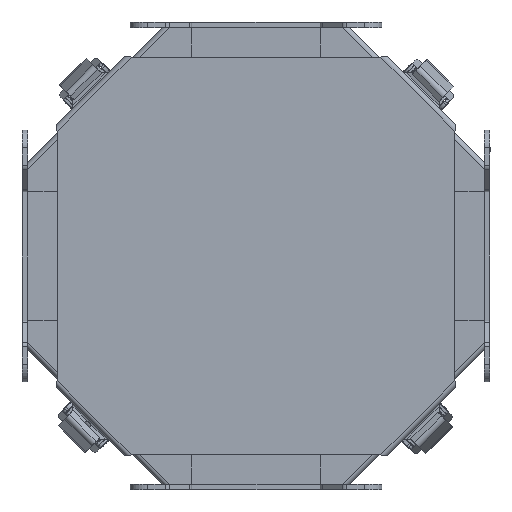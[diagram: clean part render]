
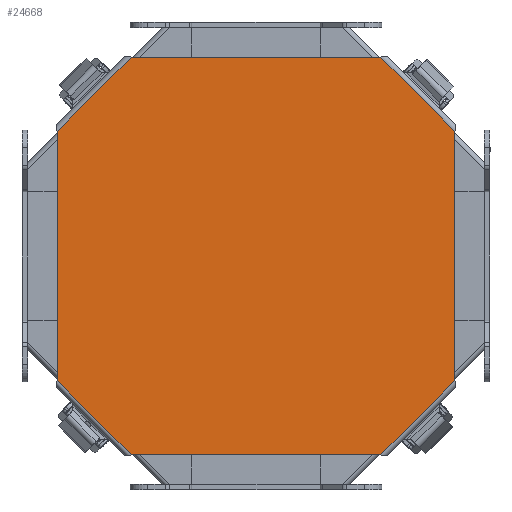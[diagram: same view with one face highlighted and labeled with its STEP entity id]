
A CAD part, front view. The second image highlights one B-rep face of the part: STEP entity #24668.
In plain terms, the highlighted planar face has unit normal (0, -1, 0).
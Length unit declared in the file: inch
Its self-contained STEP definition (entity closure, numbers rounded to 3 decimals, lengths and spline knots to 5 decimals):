
#294 = LINE ( 'NONE', #16457, #16696 ) ;
#1676 = CARTESIAN_POINT ( 'NONE',  ( -2.66776, -2.222, -4.248 ) ) ;
#2005 = DIRECTION ( 'NONE',  ( 1., 0., 0. ) ) ;
#2402 = FACE_OUTER_BOUND ( 'NONE', #18428, .T. ) ;
#2798 = VERTEX_POINT ( 'NONE', #8998 ) ;
#2950 = ORIENTED_EDGE ( 'NONE', *, *, #22900, .T. ) ;
#3468 = ORIENTED_EDGE ( 'NONE', *, *, #6063, .T. ) ;
#3540 = CARTESIAN_POINT ( 'NONE',  ( -4.248, -2.222, -2.66776 ) ) ;
#3715 = ORIENTED_EDGE ( 'NONE', *, *, #19752, .T. ) ;
#3975 = CARTESIAN_POINT ( 'NONE',  ( -4.248, -2.222, -4.248 ) ) ;
#4066 = DIRECTION ( 'NONE',  ( 0.707, 0., -0.707 ) ) ;
#5009 = VERTEX_POINT ( 'NONE', #6721 ) ;
#5648 = DIRECTION ( 'NONE',  ( -0.707, 0., -0.707 ) ) ;
#6063 = EDGE_CURVE ( 'NONE', #9768, #2798, #11684, .T. ) ;
#6695 = DIRECTION ( 'NONE',  ( 0., 0., 1. ) ) ;
#6721 = CARTESIAN_POINT ( 'NONE',  ( 4.248, -2.222, -2.66776 ) ) ;
#6931 = DIRECTION ( 'NONE',  ( -0.707, 0., 0.707 ) ) ;
#7109 = VERTEX_POINT ( 'NONE', #3540 ) ;
#8337 = LINE ( 'NONE', #20408, #9170 ) ;
#8998 = CARTESIAN_POINT ( 'NONE',  ( -4.248, -2.222, 2.66776 ) ) ;
#9170 = VECTOR ( 'NONE', #24616, 39.37008 ) ;
#9348 = LINE ( 'NONE', #17218, #23970 ) ;
#9416 = EDGE_CURVE ( 'NONE', #23481, #9768, #8337, .T. ) ;
#9600 = DIRECTION ( 'NONE',  ( 0.707, 0., 0.707 ) ) ;
#9768 = VERTEX_POINT ( 'NONE', #14875 ) ;
#10077 = EDGE_CURVE ( 'NONE', #19039, #23481, #16909, .T. ) ;
#10494 = CARTESIAN_POINT ( 'NONE',  ( 4.248, -2.222, -4.248 ) ) ;
#10550 = AXIS2_PLACEMENT_3D ( 'NONE', #3975, #18013, #2005 ) ;
#11684 = LINE ( 'NONE', #13789, #20134 ) ;
#11717 = VECTOR ( 'NONE', #4066, 39.37008 ) ;
#11736 = VECTOR ( 'NONE', #20436, 39.37008 ) ;
#12476 = LINE ( 'NONE', #20482, #11717 ) ;
#13243 = CARTESIAN_POINT ( 'NONE',  ( 2.66776, -2.222, -4.248 ) ) ;
#13268 = ORIENTED_EDGE ( 'NONE', *, *, #19408, .T. ) ;
#13789 = CARTESIAN_POINT ( 'NONE',  ( -2.66776, -2.222, 4.248 ) ) ;
#14450 = LINE ( 'NONE', #10494, #15594 ) ;
#14875 = CARTESIAN_POINT ( 'NONE',  ( -2.66776, -2.222, 4.248 ) ) ;
#15594 = VECTOR ( 'NONE', #6695, 39.37008 ) ;
#15709 = ORIENTED_EDGE ( 'NONE', *, *, #24903, .T. ) ;
#16349 = VERTEX_POINT ( 'NONE', #13243 ) ;
#16457 = CARTESIAN_POINT ( 'NONE',  ( -4.248, -2.222, -4.248 ) ) ;
#16696 = VECTOR ( 'NONE', #22760, 39.37008 ) ;
#16825 = ORIENTED_EDGE ( 'NONE', *, *, #9416, .T. ) ;
#16909 = LINE ( 'NONE', #24922, #20089 ) ;
#17120 = VERTEX_POINT ( 'NONE', #1676 ) ;
#17218 = CARTESIAN_POINT ( 'NONE',  ( 2.66776, -2.222, -4.248 ) ) ;
#17411 = ORIENTED_EDGE ( 'NONE', *, *, #10077, .T. ) ;
#18013 = DIRECTION ( 'NONE',  ( 0., -1., 0. ) ) ;
#18428 = EDGE_LOOP ( 'NONE', ( #2950, #15709, #24659, #17411, #16825, #3468, #13268, #3715 ) ) ;
#19039 = VERTEX_POINT ( 'NONE', #23293 ) ;
#19408 = EDGE_CURVE ( 'NONE', #2798, #7109, #294, .T. ) ;
#19752 = EDGE_CURVE ( 'NONE', #7109, #17120, #12476, .T. ) ;
#20089 = VECTOR ( 'NONE', #6931, 39.37008 ) ;
#20134 = VECTOR ( 'NONE', #5648, 39.37008 ) ;
#20408 = CARTESIAN_POINT ( 'NONE',  ( -4.248, -2.222, 4.248 ) ) ;
#20436 = DIRECTION ( 'NONE',  ( 1., 0., 0. ) ) ;
#20482 = CARTESIAN_POINT ( 'NONE',  ( -4.248, -2.222, -2.66776 ) ) ;
#20854 = CARTESIAN_POINT ( 'NONE',  ( 2.66776, -2.222, 4.248 ) ) ;
#22543 = CARTESIAN_POINT ( 'NONE',  ( -4.248, -2.222, -4.248 ) ) ;
#22625 = EDGE_CURVE ( 'NONE', #5009, #19039, #14450, .T. ) ;
#22677 = LINE ( 'NONE', #22543, #11736 ) ;
#22760 = DIRECTION ( 'NONE',  ( 0., 0., -1. ) ) ;
#22900 = EDGE_CURVE ( 'NONE', #17120, #16349, #22677, .T. ) ;
#23293 = CARTESIAN_POINT ( 'NONE',  ( 4.248, -2.222, 2.66776 ) ) ;
#23481 = VERTEX_POINT ( 'NONE', #20854 ) ;
#23970 = VECTOR ( 'NONE', #9600, 39.37008 ) ;
#24333 = PLANE ( 'NONE',  #10550 ) ;
#24616 = DIRECTION ( 'NONE',  ( -1., 0., 0. ) ) ;
#24659 = ORIENTED_EDGE ( 'NONE', *, *, #22625, .T. ) ;
#24668 = ADVANCED_FACE ( 'NONE', ( #2402 ), #24333, .T. ) ;
#24903 = EDGE_CURVE ( 'NONE', #16349, #5009, #9348, .T. ) ;
#24922 = CARTESIAN_POINT ( 'NONE',  ( 4.248, -2.222, 2.66776 ) ) ;
